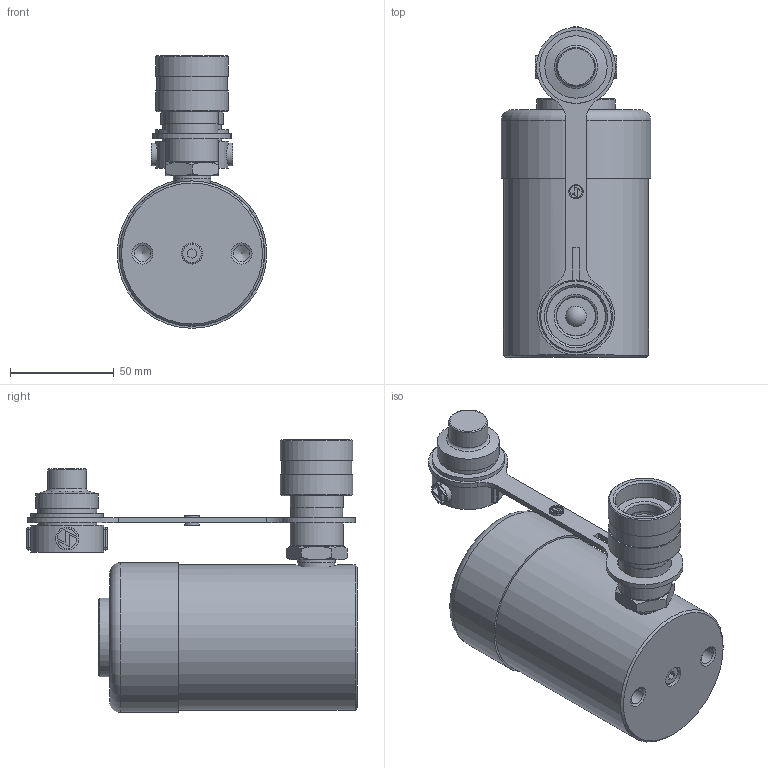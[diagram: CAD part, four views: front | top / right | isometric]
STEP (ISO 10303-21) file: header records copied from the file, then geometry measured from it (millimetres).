
FILE_DESCRIPTION (( 'STEP AP203' ), '1' );
FILE_NAME ('H1501.STEP', '2015-04-18T00:11:03', ( 'USER' ), ( '' ), 'SwSTEP 2.0', 'SolidWorks 2013', '' );
FILE_SCHEMA (( 'CONFIG_CONTROL_DESIGN' ));
Length unit declared in the file: millimetre
Products named in the file (1): H1501
Bounding box: 72 x 158.9 x 131.2 mm (x, y, z)
Volume: 441702 mm3; surface area: 138004.5 mm2
Topology: 16 solids, 16 shells, 493 faces, 1155 edges, 737 vertices
Faces by surface type: plane 185, cylinder 142, bspline 73, cone 67, torus 17, sphere 9
Full cylindrical faces by diameter (mm): 4.917 x1, 6 x3, 6.7 x1, 7.937 x2, 9.6 x1, 10 x3, 10.15 x1, 14.1 x1, 14.275 x1, 14.5 x1, 16 x1, 18 x2, 18.6 x1, 18.9 x1, 19 x1, 19.1 x2, 22 x2, 22.3 x1, 22.6 x2, 23 x1, 25 x1, 25.5 x2, 25.6 x1, 28.3 x1, 28.4 x4, 30 x2, 31 x1, 34 x1, 35 x4, 35.5 x1
Entity records: 16940 total; most frequent: CARTESIAN_POINT 6835, ORIENTED_EDGE 1940, DIRECTION 1907, EDGE_CURVE 970, AXIS2_PLACEMENT_3D 763, EDGE_LOOP 701, VERTEX_POINT 697, FACE_OUTER_BOUND 571
